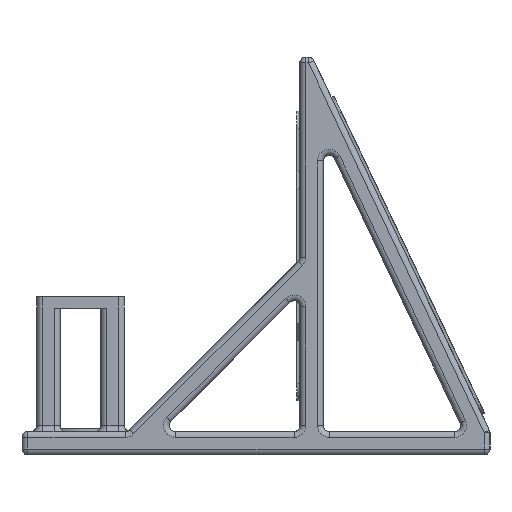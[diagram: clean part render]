
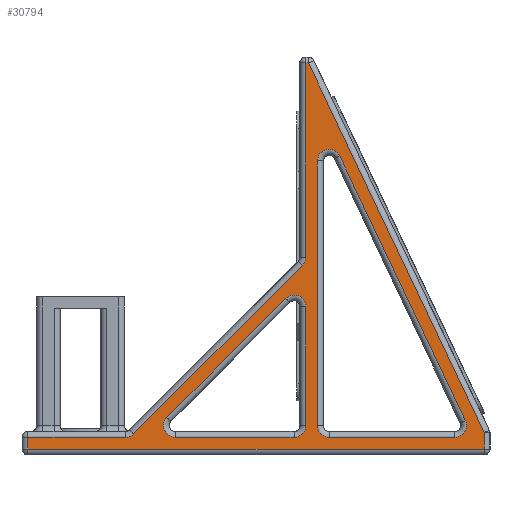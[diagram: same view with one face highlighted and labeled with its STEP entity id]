
A CAD part, left-side view. The second image highlights one B-rep face of the part: STEP entity #30794.
In plain terms, the highlighted planar face has unit normal (-1, 0, 0).
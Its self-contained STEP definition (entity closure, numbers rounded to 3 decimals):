
#79=FACE_BOUND('',#9979,.T.);
#80=FACE_BOUND('',#9980,.T.);
#241=PLANE('',#32892);
#2681=LINE('',#41628,#5292);
#2702=LINE('',#41722,#5313);
#2703=LINE('',#41726,#5314);
#2704=LINE('',#41728,#5315);
#2705=LINE('',#41730,#5316);
#2706=LINE('',#41732,#5317);
#2707=LINE('',#41736,#5318);
#2708=LINE('',#41739,#5319);
#2709=LINE('',#41741,#5320);
#2710=LINE('',#41743,#5321);
#2711=LINE('',#41747,#5322);
#2712=LINE('',#41753,#5323);
#2713=LINE('',#41757,#5324);
#2714=LINE('',#41760,#5325);
#5292=VECTOR('',#35215,10.);
#5313=VECTOR('',#35316,10.);
#5314=VECTOR('',#35321,10.);
#5315=VECTOR('',#35322,10.);
#5316=VECTOR('',#35323,10.);
#5317=VECTOR('',#35324,10.);
#5318=VECTOR('',#35327,10.);
#5319=VECTOR('',#35330,10.);
#5320=VECTOR('',#35331,10.);
#5321=VECTOR('',#35332,10.);
#5322=VECTOR('',#35335,10.);
#5323=VECTOR('',#35340,10.);
#5324=VECTOR('',#35343,10.);
#5325=VECTOR('',#35346,10.);
#8129=FACE_OUTER_BOUND('',#9978,.T.);
#9978=EDGE_LOOP('',(#21134,#21135,#21136,#21137,#21138,#21139,#21140,#21141,
#21142,#21143));
#9979=EDGE_LOOP('',(#21144,#21145,#21146,#21147,#21148,#21149));
#9980=EDGE_LOOP('',(#21150,#21151,#21152,#21153,#21154,#21155));
#11903=CIRCLE('',#32604,4.);
#12055=CIRCLE('',#32893,4.);
#12056=CIRCLE('',#32894,4.);
#12057=CIRCLE('',#32895,4.);
#12058=CIRCLE('',#32896,4.);
#12059=CIRCLE('',#32897,4.);
#12060=CIRCLE('',#32898,4.);
#12061=CIRCLE('',#32899,4.);
#12588=VERTEX_POINT('',#40856);
#12589=VERTEX_POINT('',#40858);
#12745=VERTEX_POINT('',#41624);
#12746=VERTEX_POINT('',#41626);
#12774=VERTEX_POINT('',#41721);
#12775=VERTEX_POINT('',#41725);
#12776=VERTEX_POINT('',#41727);
#12777=VERTEX_POINT('',#41729);
#12778=VERTEX_POINT('',#41731);
#12779=VERTEX_POINT('',#41733);
#12780=VERTEX_POINT('',#41735);
#12781=VERTEX_POINT('',#41737);
#12782=VERTEX_POINT('',#41740);
#12783=VERTEX_POINT('',#41742);
#12784=VERTEX_POINT('',#41744);
#12785=VERTEX_POINT('',#41746);
#12786=VERTEX_POINT('',#41749);
#12787=VERTEX_POINT('',#41750);
#12788=VERTEX_POINT('',#41752);
#12789=VERTEX_POINT('',#41754);
#12790=VERTEX_POINT('',#41756);
#12791=VERTEX_POINT('',#41758);
#15710=EDGE_CURVE('',#12588,#12589,#11903,.T.);
#15981=EDGE_CURVE('',#12746,#12745,#2681,.T.);
#16026=EDGE_CURVE('',#12745,#12774,#2702,.T.);
#16028=EDGE_CURVE('',#12775,#12746,#2703,.T.);
#16029=EDGE_CURVE('',#12776,#12775,#2704,.T.);
#16030=EDGE_CURVE('',#12777,#12776,#2705,.T.);
#16031=EDGE_CURVE('',#12778,#12777,#2706,.T.);
#16032=EDGE_CURVE('',#12779,#12778,#12055,.T.);
#16033=EDGE_CURVE('',#12780,#12779,#2707,.T.);
#16034=EDGE_CURVE('',#12781,#12780,#12056,.T.);
#16035=EDGE_CURVE('',#12774,#12781,#2708,.T.);
#16036=EDGE_CURVE('',#12589,#12782,#2709,.T.);
#16037=EDGE_CURVE('',#12783,#12588,#2710,.T.);
#16038=EDGE_CURVE('',#12784,#12783,#12057,.T.);
#16039=EDGE_CURVE('',#12785,#12784,#2711,.T.);
#16040=EDGE_CURVE('',#12782,#12785,#12058,.T.);
#16041=EDGE_CURVE('',#12786,#12787,#12059,.T.);
#16042=EDGE_CURVE('',#12788,#12786,#2712,.T.);
#16043=EDGE_CURVE('',#12789,#12788,#12060,.T.);
#16044=EDGE_CURVE('',#12790,#12789,#2713,.T.);
#16045=EDGE_CURVE('',#12791,#12790,#12061,.T.);
#16046=EDGE_CURVE('',#12787,#12791,#2714,.T.);
#21134=ORIENTED_EDGE('',*,*,#15981,.F.);
#21135=ORIENTED_EDGE('',*,*,#16028,.F.);
#21136=ORIENTED_EDGE('',*,*,#16029,.F.);
#21137=ORIENTED_EDGE('',*,*,#16030,.F.);
#21138=ORIENTED_EDGE('',*,*,#16031,.F.);
#21139=ORIENTED_EDGE('',*,*,#16032,.F.);
#21140=ORIENTED_EDGE('',*,*,#16033,.F.);
#21141=ORIENTED_EDGE('',*,*,#16034,.F.);
#21142=ORIENTED_EDGE('',*,*,#16035,.F.);
#21143=ORIENTED_EDGE('',*,*,#16026,.F.);
#21144=ORIENTED_EDGE('',*,*,#16036,.F.);
#21145=ORIENTED_EDGE('',*,*,#15710,.F.);
#21146=ORIENTED_EDGE('',*,*,#16037,.F.);
#21147=ORIENTED_EDGE('',*,*,#16038,.F.);
#21148=ORIENTED_EDGE('',*,*,#16039,.F.);
#21149=ORIENTED_EDGE('',*,*,#16040,.F.);
#21150=ORIENTED_EDGE('',*,*,#16041,.F.);
#21151=ORIENTED_EDGE('',*,*,#16042,.F.);
#21152=ORIENTED_EDGE('',*,*,#16043,.F.);
#21153=ORIENTED_EDGE('',*,*,#16044,.F.);
#21154=ORIENTED_EDGE('',*,*,#16045,.F.);
#21155=ORIENTED_EDGE('',*,*,#16046,.F.);
#30794=ADVANCED_FACE('',(#8129,#79,#80),#241,.T.);
#32604=AXIS2_PLACEMENT_3D('',#40859,#34596,#34597);
#32892=AXIS2_PLACEMENT_3D('',#41724,#35319,#35320);
#32893=AXIS2_PLACEMENT_3D('',#41734,#35325,#35326);
#32894=AXIS2_PLACEMENT_3D('',#41738,#35328,#35329);
#32895=AXIS2_PLACEMENT_3D('',#41745,#35333,#35334);
#32896=AXIS2_PLACEMENT_3D('',#41748,#35336,#35337);
#32897=AXIS2_PLACEMENT_3D('',#41751,#35338,#35339);
#32898=AXIS2_PLACEMENT_3D('',#41755,#35341,#35342);
#32899=AXIS2_PLACEMENT_3D('',#41759,#35344,#35345);
#34596=DIRECTION('center_axis',(-1.,0.,0.));
#34597=DIRECTION('ref_axis',(0.,0.924,-0.383));
#35215=DIRECTION('',(0.,1.,0.));
#35316=DIRECTION('',(0.,0.,1.));
#35319=DIRECTION('center_axis',(-1.,0.,0.));
#35320=DIRECTION('ref_axis',(0.,-1.,0.));
#35321=DIRECTION('',(0.,0.,-1.));
#35322=DIRECTION('',(0.,-0.429,-0.903));
#35323=DIRECTION('',(0.,-1.,0.));
#35324=DIRECTION('',(0.,0.,1.));
#35325=DIRECTION('center_axis',(-1.,0.,0.));
#35326=DIRECTION('ref_axis',(0.,-0.924,-0.383));
#35327=DIRECTION('',(0.,-0.707,0.707));
#35328=DIRECTION('center_axis',(-1.,0.,0.));
#35329=DIRECTION('ref_axis',(0.,-0.383,-0.924));
#35330=DIRECTION('',(0.,-1.,0.));
#35331=DIRECTION('',(0.,-1.,0.));
#35332=DIRECTION('',(0.,0.707,-0.707));
#35333=DIRECTION('center_axis',(-1.,0.,0.));
#35334=DIRECTION('ref_axis',(0.,-0.383,0.924));
#35335=DIRECTION('',(0.,0.,1.));
#35336=DIRECTION('center_axis',(-1.,0.,0.));
#35337=DIRECTION('ref_axis',(0.,-0.707,-0.707));
#35338=DIRECTION('center_axis',(-1.,0.,0.));
#35339=DIRECTION('ref_axis',(0.,0.22,0.976));
#35340=DIRECTION('',(0.,0.429,0.903));
#35341=DIRECTION('center_axis',(-1.,0.,0.));
#35342=DIRECTION('ref_axis',(0.,-0.845,-0.534));
#35343=DIRECTION('',(0.,-1.,0.));
#35344=DIRECTION('center_axis',(-1.,0.,0.));
#35345=DIRECTION('ref_axis',(0.,0.707,-0.707));
#35346=DIRECTION('',(0.,0.,-1.));
#40856=CARTESIAN_POINT('',(-125.,30.5,12.828));
#40858=CARTESIAN_POINT('',(-125.,27.672,6.));
#40859=CARTESIAN_POINT('Origin',(-125.,27.672,10.));
#41624=CARTESIAN_POINT('',(-125.,78.,2.));
#41626=CARTESIAN_POINT('',(-125.,-78.,2.));
#41628=CARTESIAN_POINT('',(-125.,40.,2.));
#41721=CARTESIAN_POINT('',(-125.,78.,6.));
#41722=CARTESIAN_POINT('',(-125.,78.,0.));
#41724=CARTESIAN_POINT('Origin',(-125.,80.,0.));
#41725=CARTESIAN_POINT('',(-125.,-78.,7.549));
#41726=CARTESIAN_POINT('',(-125.,-78.,0.));
#41727=CARTESIAN_POINT('',(-125.,-17.936,134.));
#41728=CARTESIAN_POINT('',(-125.,-36.516,94.883));
#41729=CARTESIAN_POINT('',(-125.,-17.,134.));
#41730=CARTESIAN_POINT('',(-125.,30.5,134.));
#41731=CARTESIAN_POINT('',(-125.,-17.,67.642));
#41732=CARTESIAN_POINT('',(-125.,-17.,4.));
#41733=CARTESIAN_POINT('',(-125.,-15.828,64.814));
#41734=CARTESIAN_POINT('Origin',(-125.,-13.,67.642));
#41735=CARTESIAN_POINT('',(-125.,41.814,7.172));
#41736=CARTESIAN_POINT('',(-125.,53.446,-4.461));
#41737=CARTESIAN_POINT('',(-125.,44.642,6.));
#41738=CARTESIAN_POINT('Origin',(-125.,44.642,10.));
#41739=CARTESIAN_POINT('',(-125.,4.428,6.));
#41740=CARTESIAN_POINT('',(-125.,-13.,6.));
#41741=CARTESIAN_POINT('',(-125.,4.428,6.));
#41742=CARTESIAN_POINT('',(-125.,-10.172,53.5));
#41743=CARTESIAN_POINT('',(-125.,24.039,19.289));
#41744=CARTESIAN_POINT('',(-125.,-17.,50.672));
#41745=CARTESIAN_POINT('Origin',(-125.,-13.,50.672));
#41746=CARTESIAN_POINT('',(-125.,-17.,10.));
#41747=CARTESIAN_POINT('',(-125.,-17.,4.));
#41748=CARTESIAN_POINT('Origin',(-125.,-13.,10.));
#41749=CARTESIAN_POINT('',(-125.,-28.613,102.199));
#41750=CARTESIAN_POINT('',(-125.,-21.,100.483));
#41751=CARTESIAN_POINT('Origin',(-125.,-25.,100.483));
#41752=CARTESIAN_POINT('',(-125.,-71.592,11.716));
#41753=CARTESIAN_POINT('',(-125.,-36.516,85.56));
#41754=CARTESIAN_POINT('',(-125.,-67.979,6.));
#41755=CARTESIAN_POINT('Origin',(-125.,-67.979,10.));
#41756=CARTESIAN_POINT('',(-125.,-25.,6.));
#41757=CARTESIAN_POINT('',(-125.,4.428,6.));
#41758=CARTESIAN_POINT('',(-125.,-21.,10.));
#41759=CARTESIAN_POINT('Origin',(-125.,-25.,10.));
#41760=CARTESIAN_POINT('',(-125.,-21.,4.));
